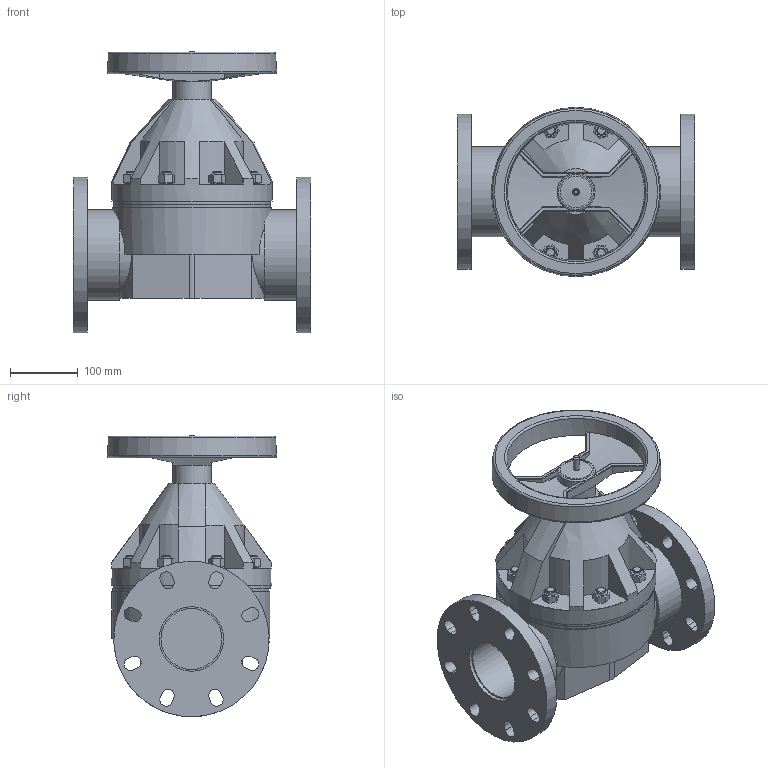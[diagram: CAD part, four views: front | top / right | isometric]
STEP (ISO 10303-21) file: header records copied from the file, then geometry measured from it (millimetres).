
FILE_DESCRIPTION(/* description */ (''),/* implementation_level */ '2;1');
FILE_NAME(/* name */ 'VMOV110E.iam.stp',/* time_stamp */ '2013-10-01T10:40:34+02:00',/* author */ ('bfaro'),/* organization */ (''),/* preprocessor_version */ 'ST-DEVELOPER v15.2',/* originating_system */ 'Autodesk Inventor 2014',/* authorisation */ '');
FILE_SCHEMA (('AUTOMOTIVE_DESIGN { 1 0 10303 214 3 1 1 }'));
Length unit declared in the file: millimetre
Products named in the file (4): SPBDVM110DV; volantino VM 110; Flangia Fissa D110 Socket ISO-ASA; VMOV110E
Bounding box: 350 x 249.6 x 414.39 mm (x, y, z)
Volume: 11090157.7 mm3; surface area: 880651.7 mm2
Topology: 20 solids, 20 shells, 355 faces, 845 edges, 549 vertices
Faces by surface type: plane 195, cylinder 107, cone 38, torus 13, bspline 2
Full cylindrical faces by diameter (mm): 10 x1, 12 x2, 14 x8, 14.5 x8, 47 x1, 56 x2, 90 x2, 95 x2, 110 x4, 133 x2, 220 x1, 229 x2, 230 x2, 232 x1, 233 x1, 236 x1
Entity records: 9383 total; most frequent: CARTESIAN_POINT 2661, ORIENTED_EDGE 1328, DIRECTION 1325, EDGE_CURVE 664, AXIS2_PLACEMENT_3D 546, VERTEX_POINT 473, EDGE_LOOP 425, ADVANCED_FACE 315
